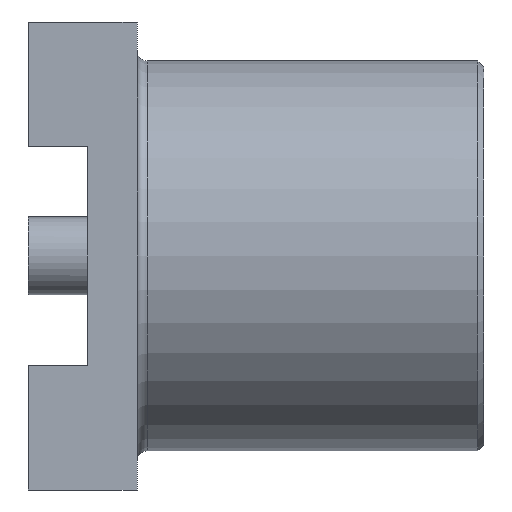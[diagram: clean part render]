
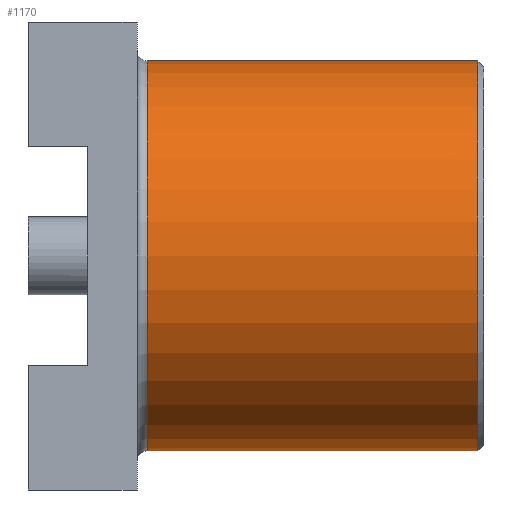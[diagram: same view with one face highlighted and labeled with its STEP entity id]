
A CAD part, front view. The second image highlights one B-rep face of the part: STEP entity #1170.
In plain terms, the highlighted cylindrical face has radius 2.5 mm (diameter 5 mm), a full revolution.
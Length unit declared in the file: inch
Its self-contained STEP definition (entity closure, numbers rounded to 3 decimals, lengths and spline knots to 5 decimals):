
#130 = CARTESIAN_POINT ( 'NONE',  ( 0.333, 0., -0.09843 ) ) ;
#285 = DIRECTION ( 'NONE',  ( 1., 0., 0. ) ) ;
#391 = EDGE_CURVE ( 'NONE', #421, #421, #959, .T. ) ;
#421 = VERTEX_POINT ( 'NONE', #130 ) ;
#523 = FACE_OUTER_BOUND ( 'NONE', #805, .T. ) ;
#529 = CARTESIAN_POINT ( 'NONE',  ( 0.333, 0., 0. ) ) ;
#533 = CYLINDRICAL_SURFACE ( 'NONE', #980, 0.09843 ) ;
#698 = ORIENTED_EDGE ( 'NONE', *, *, #1366, .T. ) ;
#805 = EDGE_LOOP ( 'NONE', ( #1124 ) ) ;
#817 = FACE_OUTER_BOUND ( 'NONE', #991, .T. ) ;
#852 = CARTESIAN_POINT ( 'NONE',  ( 0.166, 0., 0. ) ) ;
#855 = DIRECTION ( 'NONE',  ( 0., 0., -1. ) ) ;
#876 = AXIS2_PLACEMENT_3D ( 'NONE', #529, #1079, #1626 ) ;
#959 = CIRCLE ( 'NONE', #876, 0.09843 ) ;
#980 = AXIS2_PLACEMENT_3D ( 'NONE', #1684, #285, #855 ) ;
#991 = EDGE_LOOP ( 'NONE', ( #698 ) ) ;
#1046 = CIRCLE ( 'NONE', #1361, 0.09843 ) ;
#1079 = DIRECTION ( 'NONE',  ( -1., 0., 0. ) ) ;
#1087 = DIRECTION ( 'NONE',  ( 0., 0., -1. ) ) ;
#1124 = ORIENTED_EDGE ( 'NONE', *, *, #391, .T. ) ;
#1170 = ADVANCED_FACE ( 'NONE', ( #817, #523 ), #533, .T. ) ;
#1253 = VERTEX_POINT ( 'NONE', #1534 ) ;
#1361 = AXIS2_PLACEMENT_3D ( 'NONE', #852, #1786, #1087 ) ;
#1366 = EDGE_CURVE ( 'NONE', #1253, #1253, #1046, .T. ) ;
#1534 = CARTESIAN_POINT ( 'NONE',  ( 0.166, 0., -0.09843 ) ) ;
#1626 = DIRECTION ( 'NONE',  ( 0., 0., -1. ) ) ;
#1684 = CARTESIAN_POINT ( 'NONE',  ( 0.27572, 0., 0. ) ) ;
#1786 = DIRECTION ( 'NONE',  ( 1., 0., 0. ) ) ;
